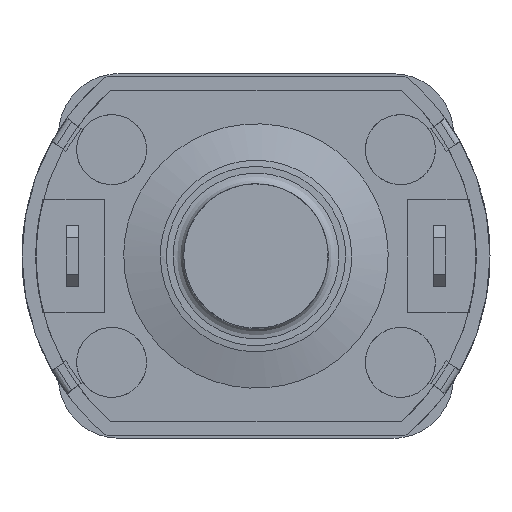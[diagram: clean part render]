
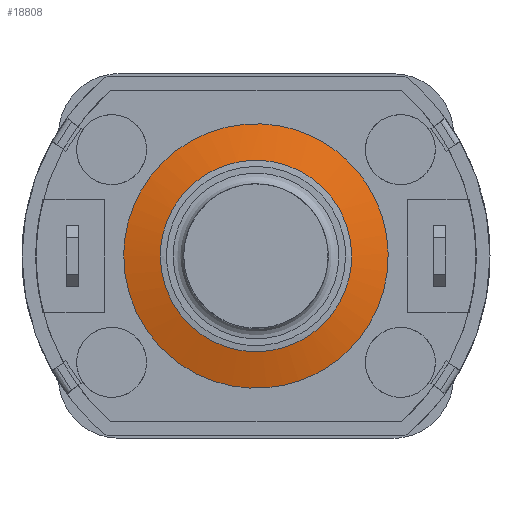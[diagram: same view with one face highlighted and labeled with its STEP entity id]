
A CAD part, left-side view. The second image highlights one B-rep face of the part: STEP entity #18808.
In plain terms, the highlighted free-form (B-spline) face has degree [2, 1] with [9, 2] control points.
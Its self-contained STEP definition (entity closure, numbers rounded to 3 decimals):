
#18808 = ADVANCED_FACE('',(#18809),#18849,.T.);
#18809 = FACE_BOUND('',#18810,.T.);
#18810 = EDGE_LOOP('',(#18811,#18823,#18830,#18840,#18841));
#18811 = ORIENTED_EDGE('',*,*,#18812,.F.);
#18812 = EDGE_CURVE('',#18813,#18815,#18817,.T.);
#18813 = VERTEX_POINT('',#18814);
#18814 = CARTESIAN_POINT('',(-52.499,-14.988,
    -30.245));
#18815 = VERTEX_POINT('',#18816);
#18816 = CARTESIAN_POINT('',(-52.499,-23.667,
    -30.245));
#18817 = ( BOUNDED_CURVE() B_SPLINE_CURVE(2,(#18818,#18819,#18820,#18821
,#18822),.UNSPECIFIED.,.F.,.F.) B_SPLINE_CURVE_WITH_KNOTS((3,2,3),(
    3.142,4.712,6.283),
.PIECEWISE_BEZIER_KNOTS.) CURVE() GEOMETRIC_REPRESENTATION_ITEM() 
RATIONAL_B_SPLINE_CURVE((1.,0.707,1.,0.707,1.)) 
REPRESENTATION_ITEM('') );
#18818 = CARTESIAN_POINT('',(-52.499,-14.988,
    -30.245));
#18819 = CARTESIAN_POINT('',(-52.499,-14.988,
    -34.584));
#18820 = CARTESIAN_POINT('',(-52.499,-19.328,
    -34.584));
#18821 = CARTESIAN_POINT('',(-52.499,-23.667,
    -34.584));
#18822 = CARTESIAN_POINT('',(-52.499,-23.667,
    -30.245));
#18823 = ORIENTED_EDGE('',*,*,#18824,.T.);
#18824 = EDGE_CURVE('',#18813,#18825,#18827,.T.);
#18825 = VERTEX_POINT('',#18826);
#18826 = CARTESIAN_POINT('',(-52.053,-13.333,
    -30.245));
#18827 = B_SPLINE_CURVE_WITH_KNOTS('',1,(#18828,#18829),.UNSPECIFIED.,
  .F.,.F.,(2,2),(-0.571,0.673),
  .PIECEWISE_BEZIER_KNOTS.);
#18828 = CARTESIAN_POINT('',(-52.499,-14.988,
    -30.245));
#18829 = CARTESIAN_POINT('',(-52.053,-13.333,
    -30.245));
#18830 = ORIENTED_EDGE('',*,*,#18831,.T.);
#18831 = EDGE_CURVE('',#18825,#18825,#18832,.T.);
#18832 = ( BOUNDED_CURVE() B_SPLINE_CURVE(2,(#18833,#18834,#18835,#18836
    ,#18837,#18838,#18839),.UNSPECIFIED.,.T.,.F.) 
B_SPLINE_CURVE_WITH_KNOTS((3,2,2,3),(3.142,5.236,
7.33,9.425),.PIECEWISE_BEZIER_KNOTS.) CURVE() 
GEOMETRIC_REPRESENTATION_ITEM() RATIONAL_B_SPLINE_CURVE((1.,0.5,1.,0.5,
1.,0.5,1.)) REPRESENTATION_ITEM('') );
#18833 = CARTESIAN_POINT('',(-52.053,-13.333,
    -30.245));
#18834 = CARTESIAN_POINT('',(-52.053,-13.333,
    -40.627));
#18835 = CARTESIAN_POINT('',(-52.053,-22.325,
    -35.436));
#18836 = CARTESIAN_POINT('',(-52.053,-31.317,
    -30.245));
#18837 = CARTESIAN_POINT('',(-52.053,-22.325,
    -25.053));
#18838 = CARTESIAN_POINT('',(-52.053,-13.333,
    -19.862));
#18839 = CARTESIAN_POINT('',(-52.053,-13.333,
    -30.245));
#18840 = ORIENTED_EDGE('',*,*,#18824,.F.);
#18841 = ORIENTED_EDGE('',*,*,#18842,.F.);
#18842 = EDGE_CURVE('',#18815,#18813,#18843,.T.);
#18843 = ( BOUNDED_CURVE() B_SPLINE_CURVE(2,(#18844,#18845,#18846,#18847
,#18848),.UNSPECIFIED.,.F.,.F.) B_SPLINE_CURVE_WITH_KNOTS((3,2,3),(0.,
1.571,3.142),.PIECEWISE_BEZIER_KNOTS.) CURVE() 
GEOMETRIC_REPRESENTATION_ITEM() RATIONAL_B_SPLINE_CURVE((1.,
0.707,1.,0.707,1.)) REPRESENTATION_ITEM('') );
#18844 = CARTESIAN_POINT('',(-52.499,-23.667,
    -30.245));
#18845 = CARTESIAN_POINT('',(-52.499,-23.667,
    -25.905));
#18846 = CARTESIAN_POINT('',(-52.499,-19.328,
    -25.905));
#18847 = CARTESIAN_POINT('',(-52.499,-14.988,
    -25.905));
#18848 = CARTESIAN_POINT('',(-52.499,-14.988,
    -30.245));
#18849 = ( BOUNDED_SURFACE() B_SPLINE_SURFACE(2,1,(
    (#18850,#18851)
    ,(#18852,#18853)
    ,(#18854,#18855)
    ,(#18856,#18857)
    ,(#18858,#18859)
    ,(#18860,#18861)
    ,(#18862,#18863)
    ,(#18864,#18865)
    ,(#18866,#18867
)),.UNSPECIFIED.,.T.,.F.,.F.) B_SPLINE_SURFACE_WITH_KNOTS((3,2,2,2,3),(2
    ,2),(-3.142,-2.094,0.,2.094,3.142)
  ,(-0.571,0.673),.UNSPECIFIED.) 
GEOMETRIC_REPRESENTATION_ITEM() RATIONAL_B_SPLINE_SURFACE((
    (0.75,0.75)
    ,(0.75,0.75)
    ,(1.,1.)
    ,(0.5,0.5)
    ,(1.,1.)
    ,(0.5,0.5)
    ,(1.,1.)
    ,(0.75,0.75)
,(0.75,0.75))) REPRESENTATION_ITEM('') SURFACE() );
#18850 = CARTESIAN_POINT('',(-52.499,-14.988,
    -30.245));
#18851 = CARTESIAN_POINT('',(-52.053,-13.333,
    -30.245));
#18852 = CARTESIAN_POINT('',(-52.499,-14.988,
    -27.739));
#18853 = CARTESIAN_POINT('',(-52.053,-13.333,
    -26.784));
#18854 = CARTESIAN_POINT('',(-52.499,-17.158,
    -26.487));
#18855 = CARTESIAN_POINT('',(-52.053,-16.331,
    -25.053));
#18856 = CARTESIAN_POINT('',(-52.499,-23.667,
    -22.729));
#18857 = CARTESIAN_POINT('',(-52.053,-25.322,
    -19.862));
#18858 = CARTESIAN_POINT('',(-52.499,-23.667,
    -30.245));
#18859 = CARTESIAN_POINT('',(-52.053,-25.322,
    -30.245));
#18860 = CARTESIAN_POINT('',(-52.499,-23.667,
    -37.761));
#18861 = CARTESIAN_POINT('',(-52.053,-25.322,
    -40.627));
#18862 = CARTESIAN_POINT('',(-52.499,-17.158,
    -34.003));
#18863 = CARTESIAN_POINT('',(-52.053,-16.331,
    -35.436));
#18864 = CARTESIAN_POINT('',(-52.499,-14.988,
    -32.75));
#18865 = CARTESIAN_POINT('',(-52.053,-13.333,
    -33.706));
#18866 = CARTESIAN_POINT('',(-52.499,-14.988,
    -30.245));
#18867 = CARTESIAN_POINT('',(-52.053,-13.333,
    -30.245));
